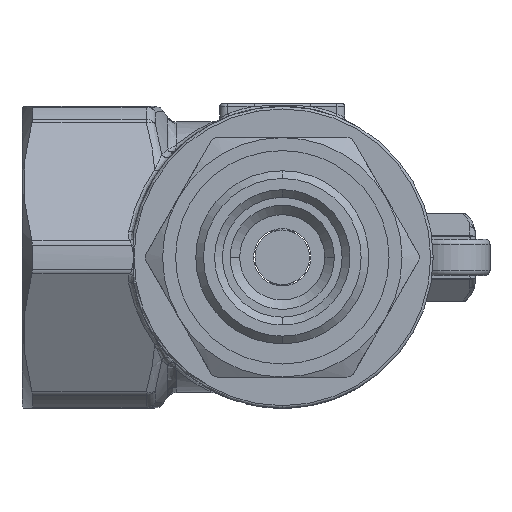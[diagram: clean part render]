
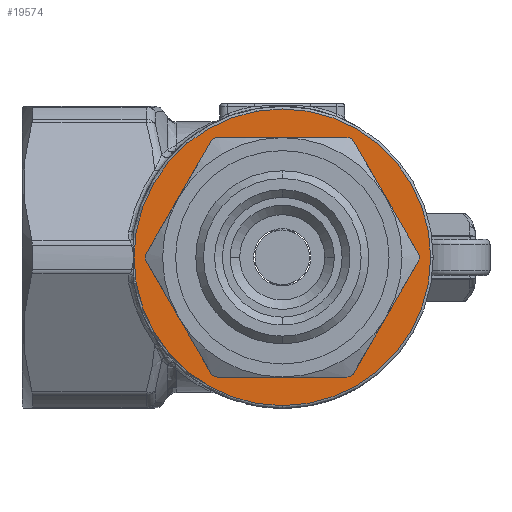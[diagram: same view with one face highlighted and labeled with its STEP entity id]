
A CAD part, front view. The second image highlights one B-rep face of the part: STEP entity #19574.
In plain terms, the highlighted planar face has unit normal (0, -1, 0).
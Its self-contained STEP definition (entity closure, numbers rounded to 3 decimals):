
#94 = DIRECTION ( 'NONE',  ( 0., -1., 0. ) ) ;
#2808 = PLANE ( 'NONE',  #8149 ) ;
#3246 = DIRECTION ( 'NONE',  ( 0., 1., 0. ) ) ;
#3445 = DIRECTION ( 'NONE',  ( 0., -1., 0. ) ) ;
#3596 = CARTESIAN_POINT ( 'NONE',  ( 0., -33.813, 0. ) ) ;
#3630 = ORIENTED_EDGE ( 'NONE', *, *, #25979, .T. ) ;
#5835 = ORIENTED_EDGE ( 'NONE', *, *, #29040, .T. ) ;
#7204 = DIRECTION ( 'NONE',  ( 0., 0., -1. ) ) ;
#8149 = AXIS2_PLACEMENT_3D ( 'NONE', #8208, #3445, #28125 ) ;
#8208 = CARTESIAN_POINT ( 'NONE',  ( 0., -33.813, 0. ) ) ;
#9170 = AXIS2_PLACEMENT_3D ( 'NONE', #31632, #10037, #35254 ) ;
#9301 = AXIS2_PLACEMENT_3D ( 'NONE', #21606, #94, #25237 ) ;
#10037 = DIRECTION ( 'NONE',  ( 0., -1., 0. ) ) ;
#11555 = ORIENTED_EDGE ( 'NONE', *, *, #38465, .T. ) ;
#12676 = EDGE_LOOP ( 'NONE', ( #3630, #46561 ) ) ;
#13505 = AXIS2_PLACEMENT_3D ( 'NONE', #36834, #15166, #40441 ) ;
#14418 = CARTESIAN_POINT ( 'NONE',  ( 0., -33.813, 21.75 ) ) ;
#15166 = DIRECTION ( 'NONE',  ( 0., -1., 0. ) ) ;
#17371 = FACE_BOUND ( 'NONE', #12676, .T. ) ;
#18518 = FACE_OUTER_BOUND ( 'NONE', #29184, .T. ) ;
#18724 = EDGE_CURVE ( 'NONE', #44301, #30606, #31070, .T. ) ;
#19574 = ADVANCED_FACE ( 'NONE', ( #17371, #18518 ), #2808, .T. ) ;
#21606 = CARTESIAN_POINT ( 'NONE',  ( 0., -33.813, 0. ) ) ;
#23080 = CARTESIAN_POINT ( 'NONE',  ( 28.5, -33.813, 0. ) ) ;
#23894 = VERTEX_POINT ( 'NONE', #14418 ) ;
#24191 = CARTESIAN_POINT ( 'NONE',  ( -28.5, -33.813, 0. ) ) ;
#24742 = CARTESIAN_POINT ( 'NONE',  ( 0., -33.813, 0. ) ) ;
#25237 = DIRECTION ( 'NONE',  ( 0., 0., -1. ) ) ;
#25979 = EDGE_CURVE ( 'NONE', #33986, #23894, #37758, .T. ) ;
#28125 = DIRECTION ( 'NONE',  ( 0., 0., -1. ) ) ;
#28406 = DIRECTION ( 'NONE',  ( 0., 0., -1. ) ) ;
#28756 = DIRECTION ( 'NONE',  ( 0., 1., 0. ) ) ;
#28878 = EDGE_CURVE ( 'NONE', #23894, #33986, #41248, .T. ) ;
#29040 = EDGE_CURVE ( 'NONE', #30606, #29407, #46211, .T. ) ;
#29184 = EDGE_LOOP ( 'NONE', ( #45094, #5835, #11555 ) ) ;
#29407 = VERTEX_POINT ( 'NONE', #34771 ) ;
#30606 = VERTEX_POINT ( 'NONE', #24191 ) ;
#31070 = CIRCLE ( 'NONE', #13505, 28.5 ) ;
#31632 = CARTESIAN_POINT ( 'NONE',  ( 0., -33.813, 0. ) ) ;
#33986 = VERTEX_POINT ( 'NONE', #43737 ) ;
#34349 = AXIS2_PLACEMENT_3D ( 'NONE', #24742, #3246, #28406 ) ;
#34771 = CARTESIAN_POINT ( 'NONE',  ( 0., -33.813, -28.5 ) ) ;
#35254 = DIRECTION ( 'NONE',  ( 0., 0., -1. ) ) ;
#36834 = CARTESIAN_POINT ( 'NONE',  ( 0., -33.813, 0. ) ) ;
#37758 = CIRCLE ( 'NONE', #46510, 21.75 ) ;
#38465 = EDGE_CURVE ( 'NONE', #29407, #44301, #44738, .T. ) ;
#40441 = DIRECTION ( 'NONE',  ( 0., 0., -1. ) ) ;
#41248 = CIRCLE ( 'NONE', #34349, 21.75 ) ;
#43737 = CARTESIAN_POINT ( 'NONE',  ( 0., -33.813, -21.75 ) ) ;
#44301 = VERTEX_POINT ( 'NONE', #23080 ) ;
#44738 = CIRCLE ( 'NONE', #9170, 28.5 ) ;
#45094 = ORIENTED_EDGE ( 'NONE', *, *, #18724, .T. ) ;
#46211 = CIRCLE ( 'NONE', #9301, 28.5 ) ;
#46510 = AXIS2_PLACEMENT_3D ( 'NONE', #3596, #28756, #7204 ) ;
#46561 = ORIENTED_EDGE ( 'NONE', *, *, #28878, .T. ) ;
